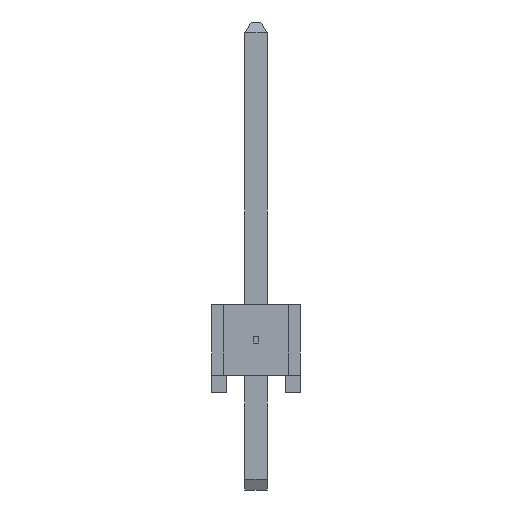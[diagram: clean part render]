
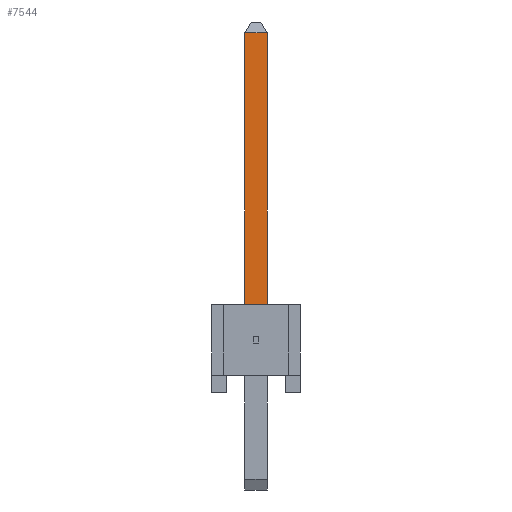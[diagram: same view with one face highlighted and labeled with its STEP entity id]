
A CAD part, left-side view. The second image highlights one B-rep face of the part: STEP entity #7544.
In plain terms, the highlighted planar face has unit normal (-1, 0, 0).
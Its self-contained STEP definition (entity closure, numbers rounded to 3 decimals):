
#7544 = ADVANCED_FACE('',(#7545),#7579,.F.);
#7545 = FACE_BOUND('',#7546,.T.);
#7546 = EDGE_LOOP('',(#7547,#7557,#7565,#7573));
#7547 = ORIENTED_EDGE('',*,*,#7548,.T.);
#7548 = EDGE_CURVE('',#7549,#7551,#7553,.T.);
#7549 = VERTEX_POINT('',#7550);
#7550 = CARTESIAN_POINT('',(-6.668,13.157,0.318));
#7551 = VERTEX_POINT('',#7552);
#7552 = CARTESIAN_POINT('',(-6.668,13.157,-0.318));
#7553 = LINE('',#7554,#7555);
#7554 = CARTESIAN_POINT('',(-6.668,13.157,2.54));
#7555 = VECTOR('',#7556,1.);
#7556 = DIRECTION('',(0.,0.,-1.));
#7557 = ORIENTED_EDGE('',*,*,#7558,.T.);
#7558 = EDGE_CURVE('',#7551,#7559,#7561,.T.);
#7559 = VERTEX_POINT('',#7560);
#7560 = CARTESIAN_POINT('',(-6.668,4.191,-0.318));
#7561 = LINE('',#7562,#7563);
#7562 = CARTESIAN_POINT('',(-6.668,13.462,-0.318));
#7563 = VECTOR('',#7564,1.);
#7564 = DIRECTION('',(0.,-1.,0.));
#7565 = ORIENTED_EDGE('',*,*,#7566,.F.);
#7566 = EDGE_CURVE('',#7567,#7559,#7569,.T.);
#7567 = VERTEX_POINT('',#7568);
#7568 = CARTESIAN_POINT('',(-6.668,4.191,0.318));
#7569 = LINE('',#7570,#7571);
#7570 = CARTESIAN_POINT('',(-6.668,4.191,0.318));
#7571 = VECTOR('',#7572,1.);
#7572 = DIRECTION('',(0.,0.,-1.));
#7573 = ORIENTED_EDGE('',*,*,#7574,.F.);
#7574 = EDGE_CURVE('',#7549,#7567,#7575,.T.);
#7575 = LINE('',#7576,#7577);
#7576 = CARTESIAN_POINT('',(-6.668,13.462,0.318));
#7577 = VECTOR('',#7578,1.);
#7578 = DIRECTION('',(0.,-1.,0.));
#7579 = PLANE('',#7580);
#7580 = AXIS2_PLACEMENT_3D('',#7581,#7582,#7583);
#7581 = CARTESIAN_POINT('',(-6.668,13.462,0.318));
#7582 = DIRECTION('',(1.,0.,0.));
#7583 = DIRECTION('',(0.,0.,-1.));
